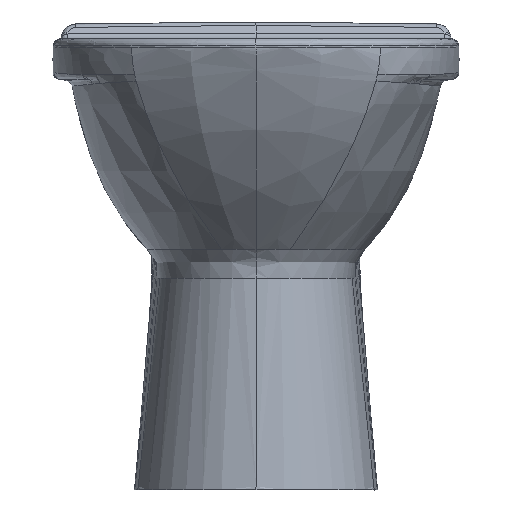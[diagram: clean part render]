
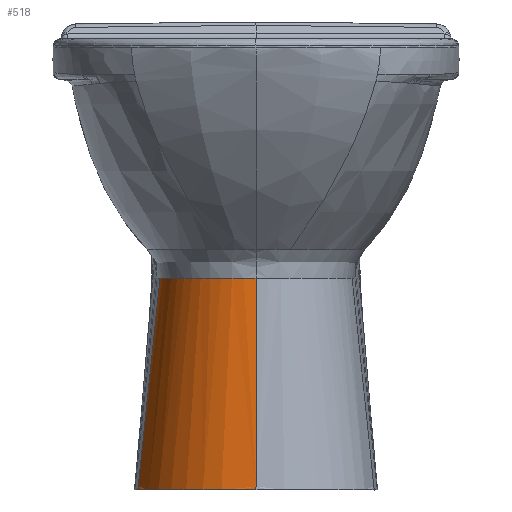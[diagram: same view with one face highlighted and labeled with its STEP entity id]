
A CAD part, front view. The second image highlights one B-rep face of the part: STEP entity #518.
In plain terms, the highlighted free-form (B-spline) face has degree [1, 3] with [2, 5] control points.
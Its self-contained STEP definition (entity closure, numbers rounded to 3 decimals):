
#293=B_SPLINE_SURFACE_WITH_KNOTS('',1,3,((#18447,#18448,#18449,#18450,#18451),
(#18452,#18453,#18454,#18455,#18456)),.UNSPECIFIED.,.F.,.F.,.F.,(2,2),(4,
1,4),(0.,1.),(0.,0.935,1.),.UNSPECIFIED.);
#518=ADVANCED_FACE('',(#947),#293,.T.);
#947=FACE_OUTER_BOUND('',#1264,.T.);
#1264=EDGE_LOOP('',(#2080,#2081,#2082,#2083,#2084,#2085));
#2080=ORIENTED_EDGE('',*,*,#4101,.T.);
#2081=ORIENTED_EDGE('',*,*,#4103,.F.);
#2082=ORIENTED_EDGE('',*,*,#4104,.F.);
#2083=ORIENTED_EDGE('',*,*,#4105,.T.);
#2084=ORIENTED_EDGE('',*,*,#4106,.T.);
#2085=ORIENTED_EDGE('',*,*,#4107,.T.);
#3427=VERTEX_POINT('',#18229);
#3428=VERTEX_POINT('',#18234);
#3429=VERTEX_POINT('',#18433);
#3430=VERTEX_POINT('',#18436);
#3431=VERTEX_POINT('',#18441);
#3432=VERTEX_POINT('',#18444);
#4101=EDGE_CURVE('',#3428,#3427,#4937,.T.);
#4103=EDGE_CURVE('',#3429,#3427,#4939,.T.);
#4104=EDGE_CURVE('',#3430,#3429,#4940,.T.);
#4105=EDGE_CURVE('',#3430,#3431,#4941,.T.);
#4106=EDGE_CURVE('',#3431,#3432,#4942,.T.);
#4107=EDGE_CURVE('',#3432,#3428,#4943,.T.);
#4937=B_SPLINE_CURVE_WITH_KNOTS('',3,(#18230,#18231,#18232,#18233),
 .UNSPECIFIED.,.F.,.F.,(4,4),(0.,1.),.UNSPECIFIED.);
#4939=B_SPLINE_CURVE_WITH_KNOTS('',1,(#18431,#18432),.UNSPECIFIED.,.F.,
 .F.,(2,2),(0.,1.),.UNSPECIFIED.);
#4940=B_SPLINE_CURVE_WITH_KNOTS('',1,(#18434,#18435),.UNSPECIFIED.,.F.,
 .F.,(2,2),(0.,1.),.UNSPECIFIED.);
#4941=B_SPLINE_CURVE_WITH_KNOTS('',3,(#18437,#18438,#18439,#18440),
 .UNSPECIFIED.,.F.,.F.,(4,4),(0.,1.),.UNSPECIFIED.);
#4942=B_SPLINE_CURVE_WITH_KNOTS('',1,(#18442,#18443),.UNSPECIFIED.,.F.,
 .F.,(2,2),(0.,1.),.UNSPECIFIED.);
#4943=B_SPLINE_CURVE_WITH_KNOTS('',1,(#18445,#18446),.UNSPECIFIED.,.F.,
 .F.,(2,2),(0.,1.),.UNSPECIFIED.);
#18229=CARTESIAN_POINT('',(-85.168,-343.545,-212.201));
#18230=CARTESIAN_POINT('',(0.,-428.873,-212.201));
#18231=CARTESIAN_POINT('',(-45.358,-428.873,-212.201));
#18232=CARTESIAN_POINT('',(-80.554,-390.461,-212.201));
#18233=CARTESIAN_POINT('',(-85.167,-343.545,-212.201));
#18234=CARTESIAN_POINT('',(0.,-428.873,-212.201));
#18431=CARTESIAN_POINT('',(-104.464,-345.443,-396.686));
#18432=CARTESIAN_POINT('',(-85.167,-343.545,-212.201));
#18433=CARTESIAN_POINT('',(-104.464,-345.443,-396.686));
#18434=CARTESIAN_POINT('',(-104.811,-345.477,-400.));
#18435=CARTESIAN_POINT('',(-104.464,-345.443,-396.686));
#18436=CARTESIAN_POINT('',(-104.811,-345.477,-400.));
#18437=CARTESIAN_POINT('',(-104.811,-345.477,-400.));
#18438=CARTESIAN_POINT('',(-99.514,-399.341,-400.));
#18439=CARTESIAN_POINT('',(-54.152,-440.36,-400.));
#18440=CARTESIAN_POINT('',(0.,-440.36,-400.));
#18441=CARTESIAN_POINT('',(0.,-440.36,-400.));
#18442=CARTESIAN_POINT('',(0.,-440.36,-400.));
#18443=CARTESIAN_POINT('',(0.,-440.165,-396.817));
#18444=CARTESIAN_POINT('',(0.,-440.165,-396.817));
#18445=CARTESIAN_POINT('',(0.,-440.165,-396.817));
#18446=CARTESIAN_POINT('',(0.,-428.873,-212.201));
#18447=CARTESIAN_POINT('',(0.,-442.012,-427.008));
#18448=CARTESIAN_POINT('',(-55.417,-442.012,-427.008));
#18449=CARTESIAN_POINT('',(-105.511,-397.727,-427.008));
#18450=CARTESIAN_POINT('',(-108.187,-338.026,-427.009));
#18451=CARTESIAN_POINT('',(-108.362,-334.129,-427.009));
#18452=CARTESIAN_POINT('',(0.,-428.873,-212.201));
#18453=CARTESIAN_POINT('',(-45.358,-428.873,-212.201));
#18454=CARTESIAN_POINT('',(-83.012,-387.778,-212.201));
#18455=CARTESIAN_POINT('',(-85.663,-336.951,-212.201));
#18456=CARTESIAN_POINT('',(-85.836,-333.633,-212.201));
